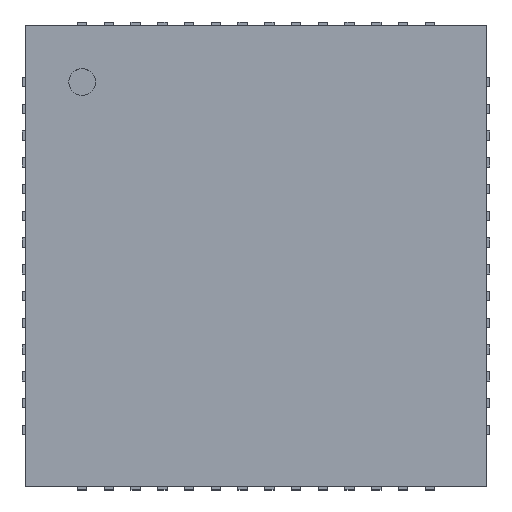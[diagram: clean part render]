
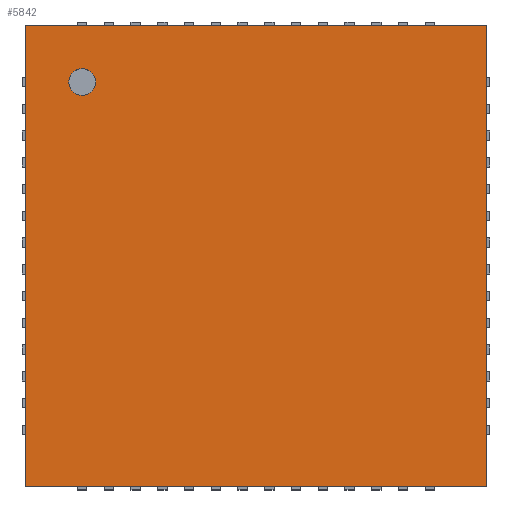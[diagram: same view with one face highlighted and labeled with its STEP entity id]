
A CAD part, top view. The second image highlights one B-rep face of the part: STEP entity #5842.
In plain terms, the highlighted planar face has unit normal (0, 0, 1).
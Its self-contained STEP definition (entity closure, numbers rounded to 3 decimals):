
#13=DIRECTION('',(0.,0.,1.));
#27=VECTOR('',#28,1.);
#28=DIRECTION('',(0.,-1.,0.));
#34=VECTOR('',#35,1.);
#35=DIRECTION('',(1.,0.,0.));
#1436=ORIENTED_EDGE('',*,*,#1437,.F.);
#1437=EDGE_CURVE('',#1438,#1440,#1442,.T.);
#1438=VERTEX_POINT('',#1439);
#1439=CARTESIAN_POINT('',(-3.45,3.45,1.1));
#1440=VERTEX_POINT('',#1441);
#1441=CARTESIAN_POINT('',(3.45,3.45,1.1));
#1442=LINE('',#1439,#34);
#1464=DIRECTION('',(0.,0.,-1.));
#1697=ORIENTED_EDGE('',*,*,#1698,.T.);
#1698=EDGE_CURVE('',#1438,#1699,#1701,.T.);
#1699=VERTEX_POINT('',#1700);
#1700=CARTESIAN_POINT('',(-3.45,-3.45,1.1));
#1701=LINE('',#1439,#27);
#3691=EDGE_CURVE('',#1440,#3692,#3694,.T.);
#3692=VERTEX_POINT('',#3693);
#3693=CARTESIAN_POINT('',(3.45,-3.45,1.1));
#3694=LINE('',#1441,#27);
#3929=EDGE_CURVE('',#1699,#3692,#3930,.T.);
#3930=LINE('',#1700,#34);
#5842=ADVANCED_FACE('',(#5843,#5847),#5856,.T.);
#5843=FACE_BOUND('',#5844,.T.);
#5844=EDGE_LOOP('',(#1436,#1697,#5845,#5846));
#5845=ORIENTED_EDGE('',*,*,#3929,.T.);
#5846=ORIENTED_EDGE('',*,*,#3691,.F.);
#5847=FACE_BOUND('',#5848,.T.);
#5848=EDGE_LOOP('',(#5849));
#5849=ORIENTED_EDGE('',*,*,#5850,.T.);
#5850=EDGE_CURVE('',#5851,#5851,#5853,.T.);
#5851=VERTEX_POINT('',#5852);
#5852=CARTESIAN_POINT('',(-2.6,2.4,1.1));
#5853=CIRCLE('',#5854,0.2);
#5854=AXIS2_PLACEMENT_3D('',#5855,#1464,#28);
#5855=CARTESIAN_POINT('',(-2.6,2.6,1.1));
#5856=PLANE('',#5857);
#5857=AXIS2_PLACEMENT_3D('',#1439,#13,#28);
